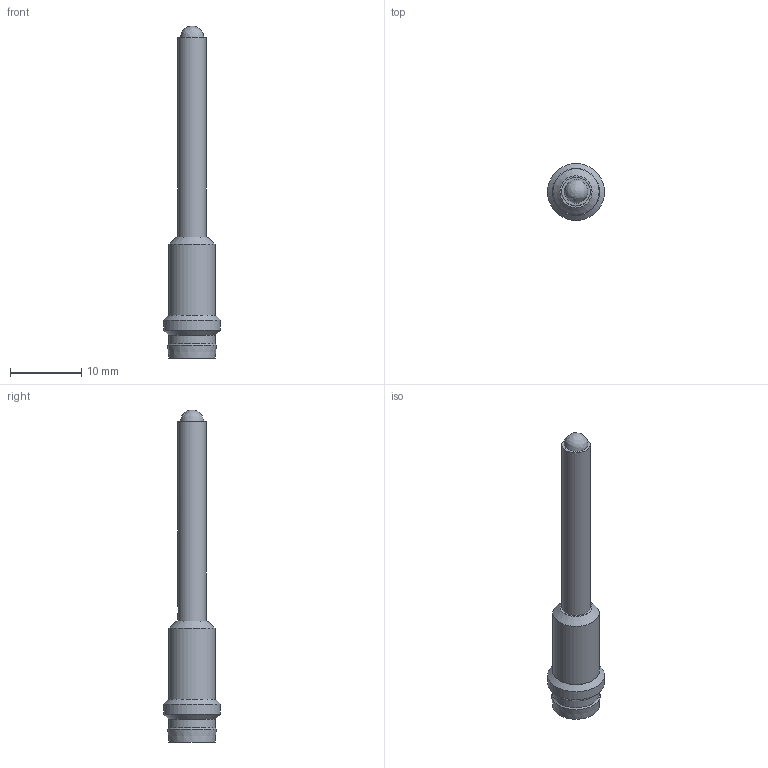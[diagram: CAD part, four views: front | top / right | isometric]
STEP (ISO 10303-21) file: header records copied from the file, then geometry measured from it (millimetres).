
FILE_DESCRIPTION(/* description */ (''),/* implementation_level */ '2;1');
FILE_NAME(/* name */ 'OTR40174.stp',/* time_stamp */ '2016-10-10T13:43:42+02:00',/* author */ ('mitarbeiter'),/* organization */ (''),/* preprocessor_version */ 'ST-DEVELOPER v15.2',/* originating_system */ 'Autodesk Inventor 2014',/* authorisation */ '');
FILE_SCHEMA (('AUTOMOTIVE_DESIGN { 1 0 10303 214 3 1 1 }'));
Length unit declared in the file: millimetre
Products named in the file (1): OTR40174
Bounding box: 8 x 8 x 46.66 mm (x, y, z)
Volume: 813.4 mm3; surface area: 941.6 mm2
Topology: 1 solids, 1 shells, 25 faces, 53 edges, 34 vertices
Faces by surface type: cylinder 9, plane 7, cone 5, sphere 3, bspline 1
Full cylindrical faces by diameter (mm): 0.9 x3, 1.2 x1, 4 x1, 5.7 x1, 6.5 x2, 8 x1
Entity records: 620 total; most frequent: CARTESIAN_POINT 171, DIRECTION 98, ORIENTED_EDGE 50, AXIS2_PLACEMENT_3D 49, EDGE_LOOP 48, FACE_OUTER_BOUND 25, VERTEX_POINT 25, EDGE_CURVE 25
